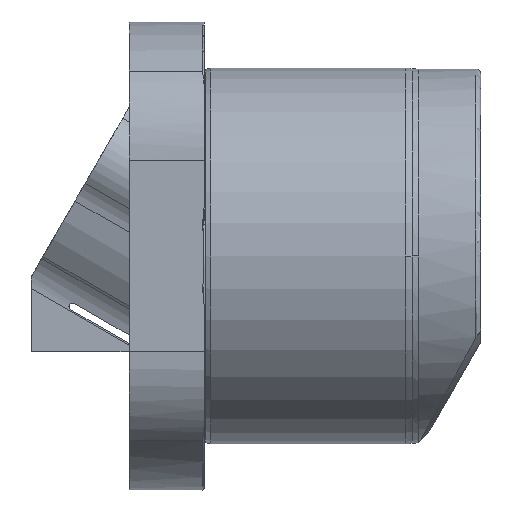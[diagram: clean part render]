
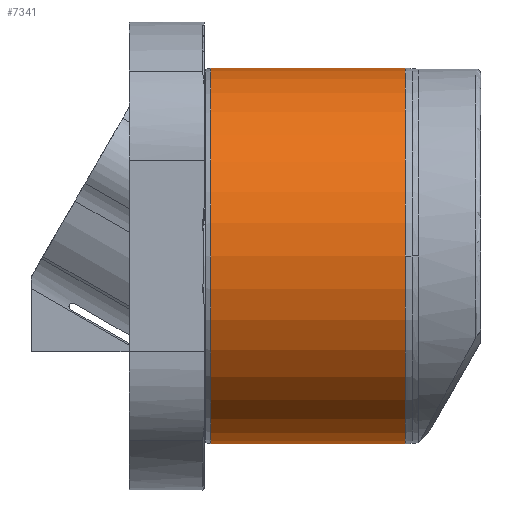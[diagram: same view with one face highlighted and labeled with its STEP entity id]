
A CAD part, left-side view. The second image highlights one B-rep face of the part: STEP entity #7341.
In plain terms, the highlighted cylindrical face has radius 12.494 mm (diameter 24.988 mm), a partial arc.
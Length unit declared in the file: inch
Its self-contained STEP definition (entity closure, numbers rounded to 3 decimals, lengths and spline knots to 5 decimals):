
#384 = CYLINDRICAL_SURFACE ( 'NONE', #421, 0.49188 ) ;
#414 = DIRECTION ( 'NONE',  ( 0., 1., 0. ) ) ;
#421 = AXIS2_PLACEMENT_3D ( 'NONE', #1064, #9088, #11095 ) ;
#804 = FACE_OUTER_BOUND ( 'NONE', #9168, .T. ) ;
#1013 = CARTESIAN_POINT ( 'NONE',  ( 0., -0.6415, 0.49883 ) ) ;
#1064 = CARTESIAN_POINT ( 'NONE',  ( 0., 0.22981, 0.00695 ) ) ;
#1457 = CIRCLE ( 'NONE', #10713, 0.49188 ) ;
#1664 = EDGE_CURVE ( 'NONE', #7184, #10700, #6815, .T. ) ;
#2180 = EDGE_CURVE ( 'NONE', #5592, #4737, #3068, .T. ) ;
#2191 = ORIENTED_EDGE ( 'NONE', *, *, #11898, .T. ) ;
#2671 = ORIENTED_EDGE ( 'NONE', *, *, #7682, .T. ) ;
#2782 = ORIENTED_EDGE ( 'NONE', *, *, #1664, .F. ) ;
#3068 = LINE ( 'NONE', #7955, #3981 ) ;
#3160 = CIRCLE ( 'NONE', #6225, 0.49188 ) ;
#3796 = DIRECTION ( 'NONE',  ( 0., -1., 0. ) ) ;
#3954 = DIRECTION ( 'NONE',  ( 0., 1., 0. ) ) ;
#3981 = VECTOR ( 'NONE', #3954, 39.37008 ) ;
#4677 = CARTESIAN_POINT ( 'NONE',  ( 0., -0.6415, -0.48493 ) ) ;
#4737 = VERTEX_POINT ( 'NONE', #11362 ) ;
#4742 = DIRECTION ( 'NONE',  ( 0., 1., 0. ) ) ;
#5351 = CIRCLE ( 'NONE', #10461, 0.49188 ) ;
#5592 = VERTEX_POINT ( 'NONE', #1013 ) ;
#6000 = CARTESIAN_POINT ( 'NONE',  ( 0., 0.22981, -0.48493 ) ) ;
#6225 = AXIS2_PLACEMENT_3D ( 'NONE', #10749, #4742, #11753 ) ;
#6384 = CARTESIAN_POINT ( 'NONE',  ( 0., -0.6415, 0.00695 ) ) ;
#6810 = VECTOR ( 'NONE', #9069, 39.37008 ) ;
#6815 = LINE ( 'NONE', #6000, #6810 ) ;
#7184 = VERTEX_POINT ( 'NONE', #4677 ) ;
#7188 = EDGE_CURVE ( 'NONE', #4737, #10700, #1457, .T. ) ;
#7341 = ADVANCED_FACE ( 'NONE', ( #804 ), #384, .T. ) ;
#7395 = DIRECTION ( 'NONE',  ( 0., 0., 1. ) ) ;
#7682 = EDGE_CURVE ( 'NONE', #7184, #8922, #5351, .T. ) ;
#7810 = ORIENTED_EDGE ( 'NONE', *, *, #7188, .T. ) ;
#7955 = CARTESIAN_POINT ( 'NONE',  ( 0., 0.22981, 0.49883 ) ) ;
#8922 = VERTEX_POINT ( 'NONE', #11674 ) ;
#9069 = DIRECTION ( 'NONE',  ( 0., 1., 0. ) ) ;
#9088 = DIRECTION ( 'NONE',  ( 0., 1., 0. ) ) ;
#9168 = EDGE_LOOP ( 'NONE', ( #2782, #2671, #2191, #12421, #7810 ) ) ;
#9831 = CARTESIAN_POINT ( 'NONE',  ( 0., -0.13239, 0.00695 ) ) ;
#10461 = AXIS2_PLACEMENT_3D ( 'NONE', #6384, #414, #7395 ) ;
#10700 = VERTEX_POINT ( 'NONE', #11629 ) ;
#10713 = AXIS2_PLACEMENT_3D ( 'NONE', #9831, #3796, #10828 ) ;
#10749 = CARTESIAN_POINT ( 'NONE',  ( 0., -0.6415, 0.00695 ) ) ;
#10828 = DIRECTION ( 'NONE',  ( 0., 0., 1. ) ) ;
#11095 = DIRECTION ( 'NONE',  ( 0., 0., 1. ) ) ;
#11362 = CARTESIAN_POINT ( 'NONE',  ( 0., -0.13239, 0.49883 ) ) ;
#11629 = CARTESIAN_POINT ( 'NONE',  ( 0., -0.13239, -0.48493 ) ) ;
#11674 = CARTESIAN_POINT ( 'NONE',  ( -0.49188, -0.6415, 0.00695 ) ) ;
#11753 = DIRECTION ( 'NONE',  ( 0., 0., 1. ) ) ;
#11898 = EDGE_CURVE ( 'NONE', #8922, #5592, #3160, .T. ) ;
#12421 = ORIENTED_EDGE ( 'NONE', *, *, #2180, .T. ) ;
